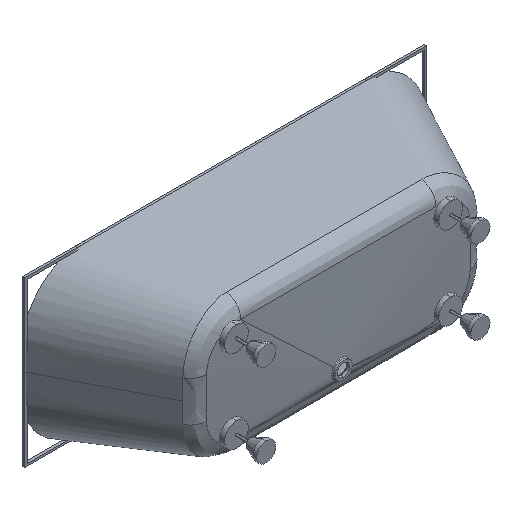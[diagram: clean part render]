
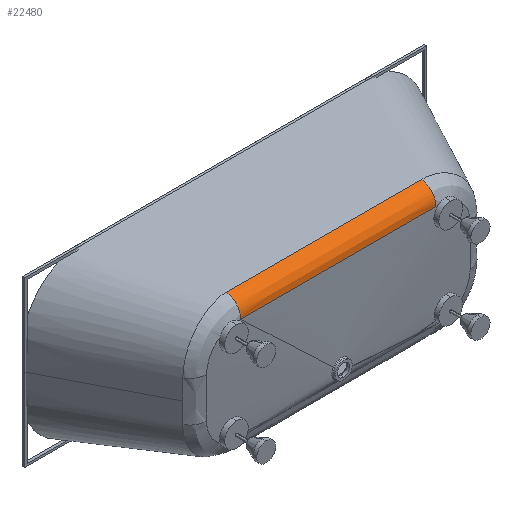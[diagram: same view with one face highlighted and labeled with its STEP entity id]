
A CAD part, isometric view. The second image highlights one B-rep face of the part: STEP entity #22480.
In plain terms, the highlighted free-form (B-spline) face has degree [3, 2] with [4, 3] control points.
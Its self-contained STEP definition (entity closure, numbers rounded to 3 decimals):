
#191 = EDGE_LOOP ( 'NONE', ( #13566, #7082, #13905, #14561, #15188 ) ) ;
#737 = FACE_OUTER_BOUND ( 'NONE', #191, .T. ) ;
#962 = VERTEX_POINT ( 'NONE', #7315 ) ;
#1180 = AXIS2_PLACEMENT_3D ( 'NONE', #9353, #9300, #9271 ) ;
#1978 = B_SPLINE_CURVE_WITH_KNOTS ( 'NONE', 3,
 ( #17706, #12263, #12044, #12041, #12009, #11971, #11954, #11925, #11876, #11845 ),
 .UNSPECIFIED., .F., .F.,
 ( 4, 3, 3, 4 ),
 ( 0., 0.14, 0.7, 0.82 ),
 .UNSPECIFIED. ) ;
#2133 = DIRECTION ( 'NONE',  ( 0., 0., -1. ) ) ;
#2161 = DIRECTION ( 'NONE',  ( 1., 0., 0. ) ) ;
#2192 = CARTESIAN_POINT ( 'NONE',  ( 410., -413., 213.226 ) ) ;
#3002 = B_SPLINE_CURVE_WITH_KNOTS ( 'NONE', 3,
 ( #10338, #7716, #7665, #7636 ),
 .UNSPECIFIED., .F., .F.,
 ( 4, 4 ),
 ( 0.82, 0.82 ),
 .UNSPECIFIED. ) ;
#3559 = CARTESIAN_POINT ( 'NONE',  ( 410., -483., 213.396 ) ) ;
#7082 = ORIENTED_EDGE ( 'NONE', *, *, #15287, .F. ) ;
#7093 = AXIS2_PLACEMENT_3D ( 'NONE', #2192, #2161, #2133 ) ;
#7315 = CARTESIAN_POINT ( 'NONE',  ( -410., -483., 213.396 ) ) ;
#7636 = CARTESIAN_POINT ( 'NONE',  ( -410., -483., 213.396 ) ) ;
#7665 = CARTESIAN_POINT ( 'NONE',  ( -409.945, -483., 213.396 ) ) ;
#7716 = CARTESIAN_POINT ( 'NONE',  ( -409.89, -483., 213.396 ) ) ;
#8426 = CARTESIAN_POINT ( 'NONE',  ( -410., -483., 213.226 ) ) ;
#8486 = CARTESIAN_POINT ( 'NONE',  ( -410., -483., 273.629 ) ) ;
#8489 = CARTESIAN_POINT ( 'NONE',  ( -410., -423.248, 282.472 ) ) ;
#8507 = CARTESIAN_POINT ( 'NONE',  ( -136.667, -483., 213.226 ) ) ;
#8538 = CARTESIAN_POINT ( 'NONE',  ( -136.667, -483., 273.629 ) ) ;
#8573 = CARTESIAN_POINT ( 'NONE',  ( -136.667, -423.248, 282.472 ) ) ;
#8574 = CARTESIAN_POINT ( 'NONE',  ( 136.667, -483., 213.226 ) ) ;
#8595 = CARTESIAN_POINT ( 'NONE',  ( 136.667, -483., 273.629 ) ) ;
#8623 = CARTESIAN_POINT ( 'NONE',  ( 136.667, -423.248, 282.472 ) ) ;
#8656 = CARTESIAN_POINT ( 'NONE',  ( 410., -423.248, 282.472 ) ) ;
#8676 = CARTESIAN_POINT ( 'NONE',  ( 410., -483., 273.629 ) ) ;
#9008 = CARTESIAN_POINT ( 'NONE',  ( 410., -483., 213.226 ) ) ;
#9271 = DIRECTION ( 'NONE',  ( 0., 0., -1. ) ) ;
#9300 = DIRECTION ( 'NONE',  ( 1., 0., 0. ) ) ;
#9353 = CARTESIAN_POINT ( 'NONE',  ( -410., -413., 213.226 ) ) ;
#10338 = CARTESIAN_POINT ( 'NONE',  ( -409.835, -483., 213.396 ) ) ;
#11845 = CARTESIAN_POINT ( 'NONE',  ( 410., -423.248, 282.472 ) ) ;
#11876 = CARTESIAN_POINT ( 'NONE',  ( 370., -423.248, 282.472 ) ) ;
#11925 = CARTESIAN_POINT ( 'NONE',  ( 330., -423.248, 282.472 ) ) ;
#11954 = CARTESIAN_POINT ( 'NONE',  ( 290., -423.248, 282.472 ) ) ;
#11971 = CARTESIAN_POINT ( 'NONE',  ( 103.333, -423.248, 282.472 ) ) ;
#12009 = CARTESIAN_POINT ( 'NONE',  ( -83.333, -423.248, 282.472 ) ) ;
#12041 = CARTESIAN_POINT ( 'NONE',  ( -270., -423.248, 282.472 ) ) ;
#12044 = CARTESIAN_POINT ( 'NONE',  ( -316.667, -423.248, 282.472 ) ) ;
#12263 = CARTESIAN_POINT ( 'NONE',  ( -363.333, -423.248, 282.472 ) ) ;
#12899 =( BOUNDED_SURFACE ( )  B_SPLINE_SURFACE ( 3, 2, ( 
 ( #8656, #8676, #9008 ),
 ( #8623, #8595, #8574 ),
 ( #8573, #8538, #8507 ),
 ( #8489, #8486, #8426 ) ),
 .UNSPECIFIED., .F., .F., .F. ) 
 B_SPLINE_SURFACE_WITH_KNOTS ( ( 4, 4 ),
 ( 3, 3 ),
 ( 0., 0.82 ),
 ( 0., 1. ),
 .UNSPECIFIED. ) 
 GEOMETRIC_REPRESENTATION_ITEM ( )  RATIONAL_B_SPLINE_SURFACE ( (
 ( 1., 0.757, 1.),
 ( 1., 0.757, 1.),
 ( 1., 0.757, 1.),
 ( 1., 0.757, 1.) ) ) 
 REPRESENTATION_ITEM ( '' )  SURFACE ( )  );
#13566 = ORIENTED_EDGE ( 'NONE', *, *, #22057, .T. ) ;
#13905 = ORIENTED_EDGE ( 'NONE', *, *, #18802, .F. ) ;
#14561 = ORIENTED_EDGE ( 'NONE', *, *, #16558, .F. ) ;
#15188 = ORIENTED_EDGE ( 'NONE', *, *, #19617, .F. ) ;
#15287 = EDGE_CURVE ( 'NONE', #18504, #962, #3002, .T. ) ;
#16258 = CIRCLE ( 'NONE', #7093, 70. ) ;
#16558 = EDGE_CURVE ( 'NONE', #24811, #20660, #16258, .T. ) ;
#17706 = CARTESIAN_POINT ( 'NONE',  ( -410., -423.248, 282.472 ) ) ;
#18333 = CARTESIAN_POINT ( 'NONE',  ( -409.835, -483., 213.396 ) ) ;
#18336 = CARTESIAN_POINT ( 'NONE',  ( -273.196, -483., 213.4 ) ) ;
#18393 = CARTESIAN_POINT ( 'NONE',  ( -136.557, -483., 213.403 ) ) ;
#18396 = CARTESIAN_POINT ( 'NONE',  ( 136.722, -483., 213.403 ) ) ;
#18504 = VERTEX_POINT ( 'NONE', #19935 ) ;
#18519 = CARTESIAN_POINT ( 'NONE',  ( 273.361, -483., 213.399 ) ) ;
#18600 = CARTESIAN_POINT ( 'NONE',  ( 410., -483., 213.396 ) ) ;
#18802 = EDGE_CURVE ( 'NONE', #20660, #18504, #24019, .T. ) ;
#19617 = EDGE_CURVE ( 'NONE', #25372, #24811, #1978, .T. ) ;
#19935 = CARTESIAN_POINT ( 'NONE',  ( -409.835, -483., 213.396 ) ) ;
#20660 = VERTEX_POINT ( 'NONE', #3559 ) ;
#22057 = EDGE_CURVE ( 'NONE', #25372, #962, #23398, .T. ) ;
#22480 = ADVANCED_FACE ( 'NONE', ( #737 ), #12899, .T. ) ;
#23398 = CIRCLE ( 'NONE', #1180, 70. ) ;
#24019 = B_SPLINE_CURVE_WITH_KNOTS ( 'NONE', 3,
 ( #18600, #18519, #18396, #18393, #18336, #18333 ),
 .UNSPECIFIED., .F., .F.,
 ( 4, 2, 4 ),
 ( 0., 0.41, 0.82 ),
 .UNSPECIFIED. ) ;
#24740 = CARTESIAN_POINT ( 'NONE',  ( -410., -423.248, 282.472 ) ) ;
#24811 = VERTEX_POINT ( 'NONE', #25470 ) ;
#25372 = VERTEX_POINT ( 'NONE', #24740 ) ;
#25470 = CARTESIAN_POINT ( 'NONE',  ( 410., -423.248, 282.472 ) ) ;
